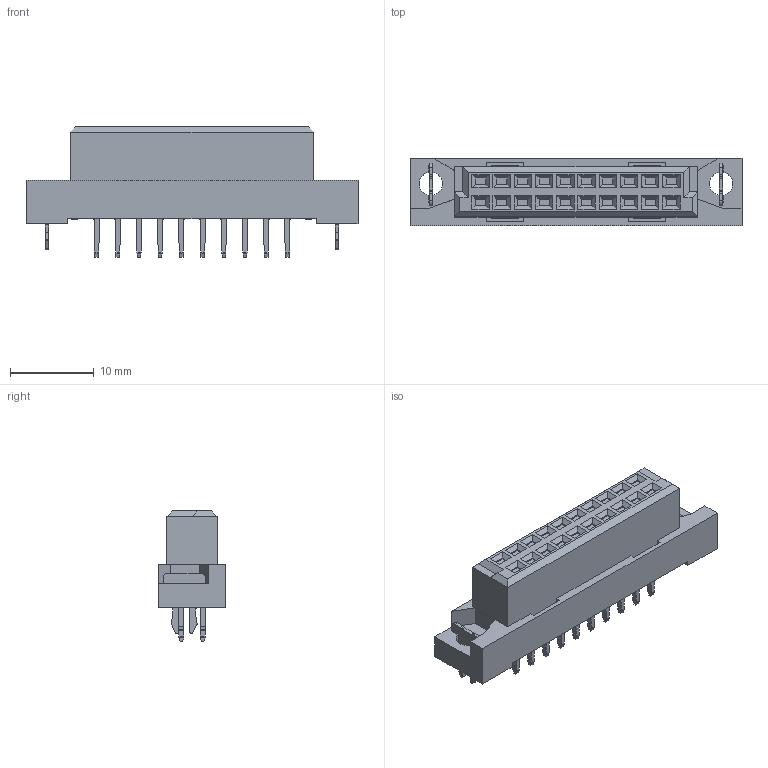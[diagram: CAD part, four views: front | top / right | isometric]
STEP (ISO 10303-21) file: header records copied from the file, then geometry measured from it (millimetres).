
FILE_DESCRIPTION( ('This file contains a STEP AP42 implementation' ,'as created by ZW3D STEP Interface translator.') ,'2;1' );
FILE_NAME( '3410-210BFSS0NA32.stp' ,'23 926.141010', (''), ('ZWCAD Software Co.'), 'Version 1.0', 'ZW3D to STEP translator', '' );
FILE_SCHEMA(('AUTOMOTIVE_DESIGN { 1 0 10303 214 1 1 1 1 }'));
Length unit declared in the file: millimetre
Products named in the file (1): 0
Bounding box: 39.76 x 8.1 x 15.6 mm (x, y, z)
Volume: 2244.1 mm3; surface area: 3409.2 mm2
Topology: 1 solids, 1 shells, 3029 faces, 8534 edges, 5420 vertices
Faces by surface type: plane 2215, cylinder 782, bspline 32
Entity records: 100452 total; most frequent: CARTESIAN_POINT 17532, ORIENTED_EDGE 17068, DIRECTION 16190, EDGE_CURVE 8534, VECTOR 6706, LINE 6706, VERTEX_POINT 5420, AXIS2_PLACEMENT_3D 4742
